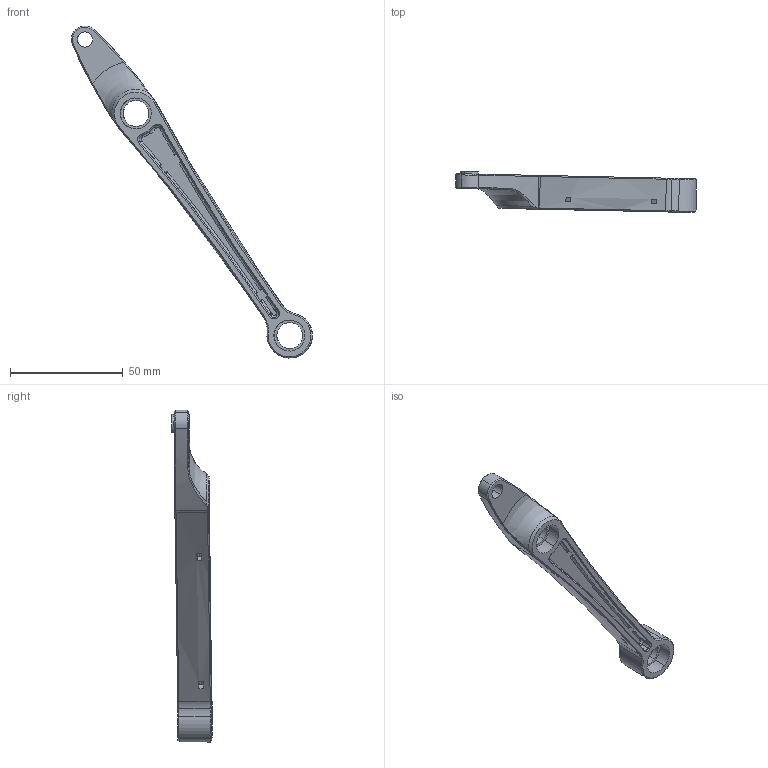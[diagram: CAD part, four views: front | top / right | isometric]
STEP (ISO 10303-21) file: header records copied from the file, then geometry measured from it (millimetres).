
FILE_DESCRIPTION (( 'STEP AP203' ), '1' );
FILE_NAME ('PART 3 DOWN_Default_sldprt.STEP', '2025-05-03T00:37:27', ( '' ), ( '' ), 'SwSTEP 2.0', 'SolidWorks 2022', '' );
FILE_SCHEMA (( 'CONFIG_CONTROL_DESIGN' ));
Length unit declared in the file: centimetre
Products named in the file (1): PART 3 DOWN_Default_sldprt
Bounding box: 107.13 x 17.95 x 147.53 mm (x, y, z)
Volume: 21405.7 mm3; surface area: 12916.2 mm2
Topology: 1 solids, 1 shells, 137 faces, 344 edges, 212 vertices
Faces by surface type: cylinder 54, cone 41, plane 23, torus 11, bspline 8
Entity records: 4569 total; most frequent: CARTESIAN_POINT 1092, DIRECTION 780, ORIENTED_EDGE 688, EDGE_CURVE 344, AXIS2_PLACEMENT_3D 324, VERTEX_POINT 212, CIRCLE 194, EDGE_LOOP 154
